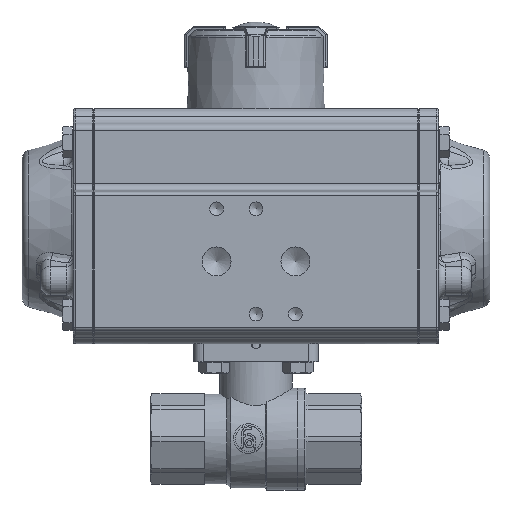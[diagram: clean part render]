
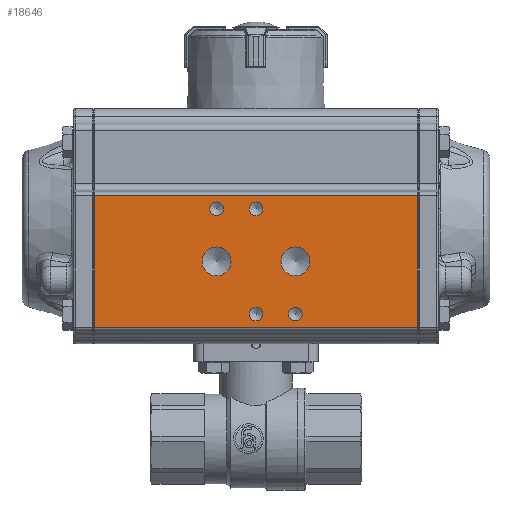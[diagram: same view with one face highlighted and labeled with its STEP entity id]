
A CAD part, front view. The second image highlights one B-rep face of the part: STEP entity #18646.
In plain terms, the highlighted face is planar.
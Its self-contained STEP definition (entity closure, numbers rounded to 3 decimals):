
#726=LINE('',#31333,#1720);
#727=LINE('',#31337,#1721);
#728=LINE('',#31339,#1722);
#729=LINE('',#31341,#1723);
#1720=VECTOR('',#23554,1000.);
#1721=VECTOR('',#23559,1000.);
#1722=VECTOR('',#23560,1000.);
#1723=VECTOR('',#23561,1000.);
#2964=PLANE('',#20290);
#5420=ORIENTED_EDGE('',*,*,#9486,.F.);
#5421=ORIENTED_EDGE('',*,*,#9488,.T.);
#5422=ORIENTED_EDGE('',*,*,#9489,.T.);
#5423=ORIENTED_EDGE('',*,*,#9490,.T.);
#5424=ORIENTED_EDGE('',*,*,#9194,.F.);
#5425=ORIENTED_EDGE('',*,*,#9192,.F.);
#5426=ORIENTED_EDGE('',*,*,#9190,.F.);
#5427=ORIENTED_EDGE('',*,*,#9188,.F.);
#5428=ORIENTED_EDGE('',*,*,#9186,.F.);
#5429=ORIENTED_EDGE('',*,*,#9184,.F.);
#9184=EDGE_CURVE('',#11433,#11433,#12787,.T.);
#9186=EDGE_CURVE('',#11436,#11436,#12789,.T.);
#9188=EDGE_CURVE('',#11439,#11439,#12791,.T.);
#9190=EDGE_CURVE('',#11442,#11442,#12793,.T.);
#9192=EDGE_CURVE('',#11445,#11445,#12795,.T.);
#9194=EDGE_CURVE('',#11448,#11448,#12797,.T.);
#9486=EDGE_CURVE('',#11686,#11687,#726,.T.);
#9488=EDGE_CURVE('',#11686,#11688,#727,.T.);
#9489=EDGE_CURVE('',#11688,#11689,#728,.T.);
#9490=EDGE_CURVE('',#11689,#11687,#729,.T.);
#11433=VERTEX_POINT('',#30242);
#11436=VERTEX_POINT('',#30249);
#11439=VERTEX_POINT('',#30256);
#11442=VERTEX_POINT('',#30263);
#11445=VERTEX_POINT('',#30270);
#11448=VERTEX_POINT('',#30277);
#11686=VERTEX_POINT('',#31332);
#11687=VERTEX_POINT('',#31334);
#11688=VERTEX_POINT('',#31338);
#11689=VERTEX_POINT('',#31340);
#12787=CIRCLE('',#20040,4.4);
#12789=CIRCLE('',#20044,4.4);
#12791=CIRCLE('',#20048,2.1);
#12793=CIRCLE('',#20052,2.1);
#12795=CIRCLE('',#20056,2.1);
#12797=CIRCLE('',#20060,2.1);
#14057=EDGE_LOOP('',(#5420,#5421,#5422,#5423));
#14058=EDGE_LOOP('',(#5424));
#14059=EDGE_LOOP('',(#5425));
#14060=EDGE_LOOP('',(#5426));
#14061=EDGE_LOOP('',(#5427));
#14062=EDGE_LOOP('',(#5428));
#14063=EDGE_LOOP('',(#5429));
#15454=FACE_BOUND('',#14057,.T.);
#15455=FACE_BOUND('',#14058,.T.);
#15456=FACE_BOUND('',#14059,.T.);
#15457=FACE_BOUND('',#14060,.T.);
#15458=FACE_BOUND('',#14061,.T.);
#15459=FACE_BOUND('',#14062,.T.);
#15460=FACE_BOUND('',#14063,.T.);
#18646=ADVANCED_FACE('',(#15454,#15455,#15456,#15457,#15458,#15459,#15460),
#2964,.F.);
#20040=AXIS2_PLACEMENT_3D('',#30241,#22957,#22958);
#20044=AXIS2_PLACEMENT_3D('',#30248,#22965,#22966);
#20048=AXIS2_PLACEMENT_3D('',#30255,#22973,#22974);
#20052=AXIS2_PLACEMENT_3D('',#30262,#22981,#22982);
#20056=AXIS2_PLACEMENT_3D('',#30269,#22989,#22990);
#20060=AXIS2_PLACEMENT_3D('',#30276,#22997,#22998);
#20290=AXIS2_PLACEMENT_3D('',#31336,#23557,#23558);
#22957=DIRECTION('',(-1.,0.,0.));
#22958=DIRECTION('',(0.,0.,1.));
#22965=DIRECTION('',(-1.,0.,0.));
#22966=DIRECTION('',(0.,0.,1.));
#22973=DIRECTION('',(-1.,0.,0.));
#22974=DIRECTION('',(0.,0.,1.));
#22981=DIRECTION('',(-1.,0.,0.));
#22982=DIRECTION('',(0.,0.,1.));
#22989=DIRECTION('',(-1.,0.,0.));
#22990=DIRECTION('',(0.,0.,1.));
#22997=DIRECTION('',(-1.,0.,0.));
#22998=DIRECTION('',(0.,0.,1.));
#23554=DIRECTION('',(0.,0.,-1.));
#23557=DIRECTION('',(1.,0.,0.));
#23558=DIRECTION('',(0.,1.,0.));
#23559=DIRECTION('',(0.,1.,0.));
#23560=DIRECTION('',(0.,0.,-1.));
#23561=DIRECTION('',(0.,-1.,0.));
#30241=CARTESIAN_POINT('',(-42.,-10.,12.));
#30242=CARTESIAN_POINT('',(-42.,-10.,16.4));
#30248=CARTESIAN_POINT('',(-42.,-10.,-12.));
#30249=CARTESIAN_POINT('',(-42.,-10.,-7.6));
#30255=CARTESIAN_POINT('',(-42.,6.,0.));
#30256=CARTESIAN_POINT('',(-42.,6.,2.1));
#30262=CARTESIAN_POINT('',(-42.,-26.,0.));
#30263=CARTESIAN_POINT('',(-42.,-26.,2.1));
#30269=CARTESIAN_POINT('',(-42.,6.,-12.));
#30270=CARTESIAN_POINT('',(-42.,6.,-9.9));
#30276=CARTESIAN_POINT('',(-42.,-26.,12.));
#30277=CARTESIAN_POINT('',(-42.,-26.,14.1));
#31332=CARTESIAN_POINT('',(-42.,-30.05,49.2));
#31333=CARTESIAN_POINT('',(-42.,-30.05,49.5));
#31334=CARTESIAN_POINT('',(-42.,-30.05,-49.2));
#31336=CARTESIAN_POINT('',(-42.,10.062,49.5));
#31337=CARTESIAN_POINT('',(-42.,10.062,49.2));
#31338=CARTESIAN_POINT('',(-42.,10.062,49.2));
#31339=CARTESIAN_POINT('',(-42.,10.062,49.5));
#31340=CARTESIAN_POINT('',(-42.,10.062,-49.2));
#31341=CARTESIAN_POINT('',(-42.,10.062,-49.2));
